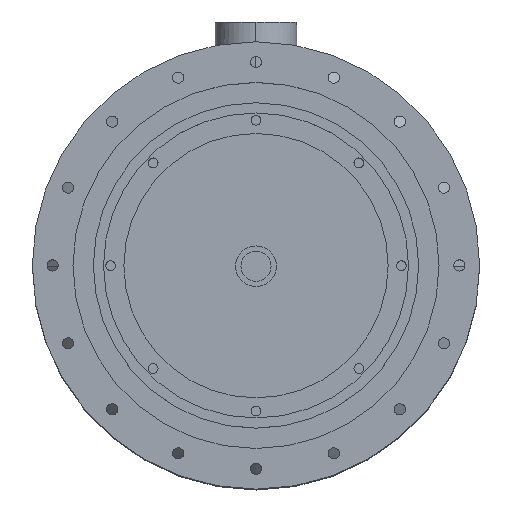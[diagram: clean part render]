
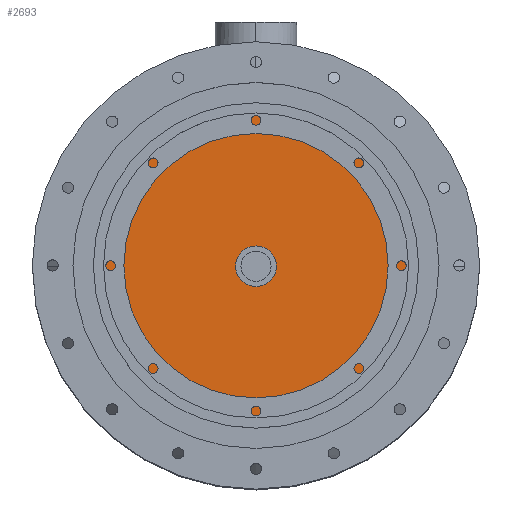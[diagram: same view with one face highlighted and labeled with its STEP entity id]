
A CAD part, top view. The second image highlights one B-rep face of the part: STEP entity #2693.
In plain terms, the highlighted planar face has unit normal (0, 0, 1).
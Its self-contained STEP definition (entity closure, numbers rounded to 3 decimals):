
#19 = EDGE_CURVE ( 'NONE', #302, #124, #7577, .T. ) ;
#124 = VERTEX_POINT ( 'NONE', #1009 ) ;
#302 = VERTEX_POINT ( 'NONE', #4841 ) ;
#354 = CARTESIAN_POINT ( 'NONE',  ( 0., 0., 3. ) ) ;
#474 = DIRECTION ( 'NONE',  ( 1., 0., 0. ) ) ;
#984 = FACE_BOUND ( 'NONE', #6226, .T. ) ;
#1004 = ORIENTED_EDGE ( 'NONE', *, *, #6518, .T. ) ;
#1009 = CARTESIAN_POINT ( 'NONE',  ( 10., 0., 3. ) ) ;
#1423 = VERTEX_POINT ( 'NONE', #6160 ) ;
#1495 = DIRECTION ( 'NONE',  ( 1., 0., 0. ) ) ;
#1785 = DIRECTION ( 'NONE',  ( 0., 0., 1. ) ) ;
#2397 = CARTESIAN_POINT ( 'NONE',  ( 0., 0., 3. ) ) ;
#2556 = ORIENTED_EDGE ( 'NONE', *, *, #6862, .F. ) ;
#2693 = ADVANCED_FACE ( 'NONE', ( #984, #5448 ), #6082, .T. ) ;
#2898 = DIRECTION ( 'NONE',  ( 0., 0., 1. ) ) ;
#2960 = VERTEX_POINT ( 'NONE', #7754 ) ;
#3015 = DIRECTION ( 'NONE',  ( 0., 0., 1. ) ) ;
#3361 = ORIENTED_EDGE ( 'NONE', *, *, #4557, .T. ) ;
#3381 = CIRCLE ( 'NONE', #3507, 80. ) ;
#3507 = AXIS2_PLACEMENT_3D ( 'NONE', #2397, #3015, #474 ) ;
#3853 = AXIS2_PLACEMENT_3D ( 'NONE', #7152, #5847, #1495 ) ;
#3958 = AXIS2_PLACEMENT_3D ( 'NONE', #6832, #4233, #6916 ) ;
#4233 = DIRECTION ( 'NONE',  ( 0., 0., 1. ) ) ;
#4256 = CIRCLE ( 'NONE', #7610, 10. ) ;
#4557 = EDGE_CURVE ( 'NONE', #2960, #1423, #3381, .T. ) ;
#4841 = CARTESIAN_POINT ( 'NONE',  ( -10., 0., 3. ) ) ;
#5448 = FACE_OUTER_BOUND ( 'NONE', #7661, .T. ) ;
#5847 = DIRECTION ( 'NONE',  ( 0., 0., 1. ) ) ;
#6082 = PLANE ( 'NONE',  #6129 ) ;
#6129 = AXIS2_PLACEMENT_3D ( 'NONE', #354, #2898, #8008 ) ;
#6160 = CARTESIAN_POINT ( 'NONE',  ( 80., 0., 3. ) ) ;
#6226 = EDGE_LOOP ( 'NONE', ( #6635, #2556 ) ) ;
#6518 = EDGE_CURVE ( 'NONE', #1423, #2960, #7730, .T. ) ;
#6635 = ORIENTED_EDGE ( 'NONE', *, *, #19, .F. ) ;
#6832 = CARTESIAN_POINT ( 'NONE',  ( 0., 0., 3. ) ) ;
#6862 = EDGE_CURVE ( 'NONE', #124, #302, #4256, .T. ) ;
#6884 = DIRECTION ( 'NONE',  ( 1., 0., 0. ) ) ;
#6916 = DIRECTION ( 'NONE',  ( 1., 0., 0. ) ) ;
#7152 = CARTESIAN_POINT ( 'NONE',  ( 0., 0., 3. ) ) ;
#7523 = CARTESIAN_POINT ( 'NONE',  ( 0., 0., 3. ) ) ;
#7577 = CIRCLE ( 'NONE', #3958, 10. ) ;
#7610 = AXIS2_PLACEMENT_3D ( 'NONE', #7523, #1785, #6884 ) ;
#7661 = EDGE_LOOP ( 'NONE', ( #3361, #1004 ) ) ;
#7730 = CIRCLE ( 'NONE', #3853, 80. ) ;
#7754 = CARTESIAN_POINT ( 'NONE',  ( -80., 0., 3. ) ) ;
#8008 = DIRECTION ( 'NONE',  ( 1., 0., 0. ) ) ;
